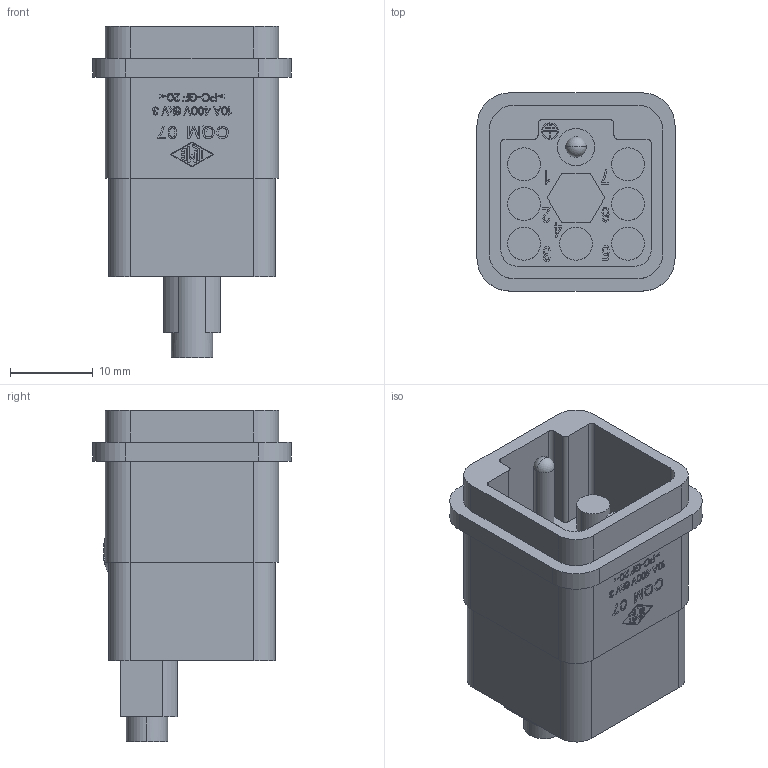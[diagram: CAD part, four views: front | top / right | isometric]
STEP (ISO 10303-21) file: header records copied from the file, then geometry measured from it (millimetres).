
FILE_DESCRIPTION(('Creo Elements/Direct Modeling STEP Export'),'2;1');
FILE_NAME('0ln7tug41jk9mcn3344','2016-03-07T 8:38:51',(''),(''),'PTC Creo Elements/Direct Modeling STEP processor for AP214 (Solid Model)','PTC Creo Elements/Direct Modeling 19.0B 21-Mar-2015 (C) Parametric Technology GmbH','');
FILE_SCHEMA(('AUTOMOTIVE_DESIGN { 1 0 10303 214 1 1 1 1 }'));
Length unit declared in the file: millimetre
Products named in the file (2): CQM_07
Assembly tree (1 placements, depth 2):
  CQM_07
    CQM_07
Bounding box: 24 x 24 x 40.1 mm (x, y, z)
Volume: 9082.3 mm3; surface area: 5729.4 mm2
Topology: 1 solids, 5 shells, 230 faces, 1852 edges, 1724 vertices
Faces by surface type: plane 154, cylinder 66, torus 6, sphere 2, cone 2
Entity records: 21003 total; most frequent: CARTESIAN_POINT 5121, ORIENTED_EDGE 3704, DIRECTION 2181, EDGE_CURVE 1852, VERTEX_POINT 1724, VECTOR 1643, LINE 1643, EDGE_LOOP 322
